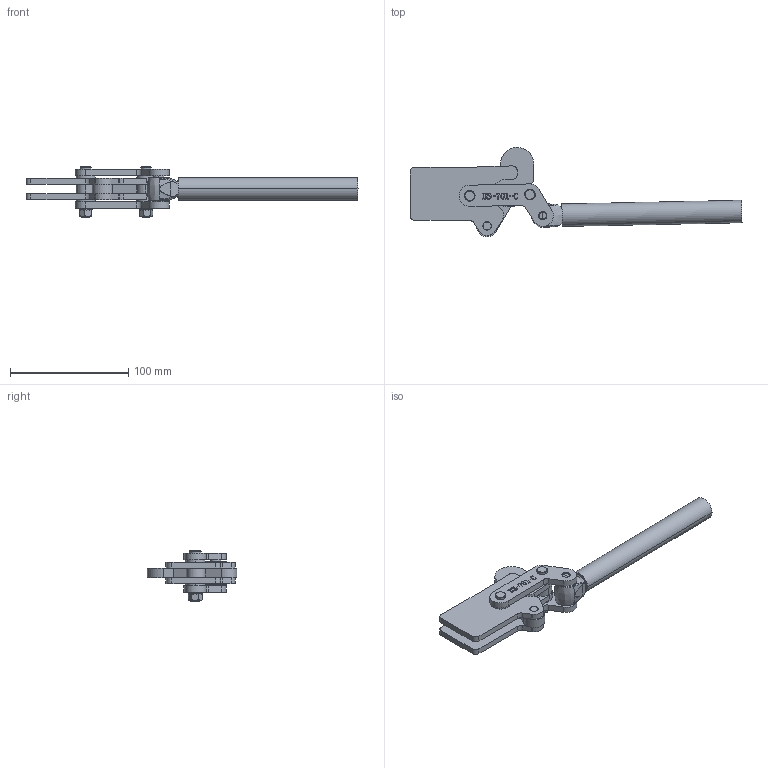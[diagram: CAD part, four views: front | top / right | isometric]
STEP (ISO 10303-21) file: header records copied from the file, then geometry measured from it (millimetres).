
FILE_DESCRIPTION (( 'STEP AP203' ), '1' );
FILE_NAME ('HS-701-C .STEP', '2019-08-21T11:24:29', ( '微软用户' ), ( '微软中国' ), 'SwSTEP 2.0', 'SolidWorks 2012', '' );
FILE_SCHEMA (( 'CONFIG_CONTROL_DESIGN' ));
Length unit declared in the file: millimetre
Products named in the file (14): 忒梟; 种2; 揤參; 菜え; 蟀裝; 啣芛; curved single coil spring lock washers gb_GB_FASTENER_WASHER_CSLW 6; 路杶; 菁釱; prevailing torque hex nuts 1-fine pitch gb_GB_HEXAGON_LOCK_TYPE2 M6-N; 忒參奪; HS-701-C ; 眻种
Assembly tree (23 placements, depth 2):
  HS-701-C 
    忒梟
    种2  x2
    揤參
    忒梟
    菜え  x4
    蟀裝  x2
    啣芛
    curved single coil spring lock washers gb_GB_FASTENER_WASHER_CSLW 6  x2
    prevailing torque hex nuts 1-fine pitch gb_GB_HEXAGON_LOCK_TYPE2 M6-N  x2
    菁釱  x2
    忒參奪
    路杶  x2
    眻种  x2
Bounding box: 280.86 x 75.55 x 42.3 mm (x, y, z)
Volume: 104789.9 mm3; surface area: 62776.2 mm2
Topology: 23 solids, 23 shells, 688 faces, 1744 edges, 1132 vertices
Faces by surface type: plane 318, bspline 156, cylinder 154, cone 60
Entity records: 26604 total; most frequent: CARTESIAN_POINT 12047, ORIENTED_EDGE 2904, DIRECTION 2200, EDGE_CURVE 1452, VERTEX_POINT 949, LINE 854, VECTOR 854, AXIS2_PLACEMENT_3D 673
